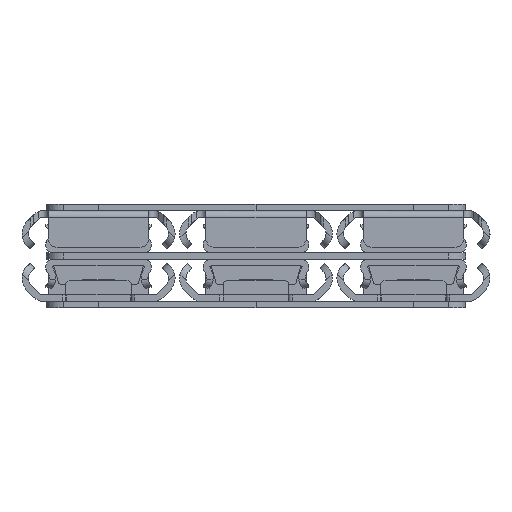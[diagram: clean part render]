
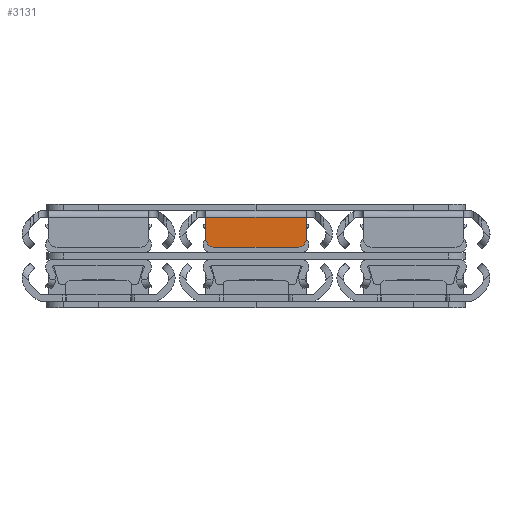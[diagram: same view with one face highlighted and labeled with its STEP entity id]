
A CAD part, left-side view. The second image highlights one B-rep face of the part: STEP entity #3131.
In plain terms, the highlighted face is planar.
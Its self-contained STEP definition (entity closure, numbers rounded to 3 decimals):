
#358 = ORIENTED_EDGE ( 'NONE', *, *, #2992, .T. ) ;
#369 = VERTEX_POINT ( 'NONE', #1798 ) ;
#398 = CARTESIAN_POINT ( 'NONE',  ( 1.5, 12.665, -355.6 ) ) ;
#644 = VECTOR ( 'NONE', #2247, 1000. ) ;
#805 = AXIS2_PLACEMENT_3D ( 'NONE', #7417, #6837, #3295 ) ;
#993 = CARTESIAN_POINT ( 'NONE',  ( 4.9, 11.5, -355.6 ) ) ;
#1052 = DIRECTION ( 'NONE',  ( 1., 0., 0. ) ) ;
#1218 = ORIENTED_EDGE ( 'NONE', *, *, #7277, .F. ) ;
#1505 = CARTESIAN_POINT ( 'NONE',  ( -2.5, -11.5, -355.6 ) ) ;
#1536 = AXIS2_PLACEMENT_3D ( 'NONE', #5755, #3406, #4517 ) ;
#1546 = CIRCLE ( 'NONE', #805, 2. ) ;
#1553 = CARTESIAN_POINT ( 'NONE',  ( 6.9, 0., -355.6 ) ) ;
#1798 = CARTESIAN_POINT ( 'NONE',  ( 0., 11.5, -355.6 ) ) ;
#1985 = LINE ( 'NONE', #2758, #5986 ) ;
#2247 = DIRECTION ( 'NONE',  ( 0., 1., 0. ) ) ;
#2393 = LINE ( 'NONE', #1505, #3148 ) ;
#2564 = VERTEX_POINT ( 'NONE', #4650 ) ;
#2710 = DIRECTION ( 'NONE',  ( -1., 0., 0. ) ) ;
#2758 = CARTESIAN_POINT ( 'NONE',  ( -2.5, 11.5, -355.6 ) ) ;
#2786 = DIRECTION ( 'NONE',  ( 0., 0., 1. ) ) ;
#2859 = ORIENTED_EDGE ( 'NONE', *, *, #3045, .F. ) ;
#2992 = EDGE_CURVE ( 'NONE', #3652, #2564, #2393, .T. ) ;
#3045 = EDGE_CURVE ( 'NONE', #3652, #7331, #1546, .T. ) ;
#3131 = ADVANCED_FACE ( 'NONE', ( #6180 ), #4601, .F. ) ;
#3148 = VECTOR ( 'NONE', #2710, 1000. ) ;
#3295 = DIRECTION ( 'NONE',  ( 1., 0., 0. ) ) ;
#3406 = DIRECTION ( 'NONE',  ( 0., 0., 1. ) ) ;
#3423 = VECTOR ( 'NONE', #3927, 1000. ) ;
#3636 = LINE ( 'NONE', #1553, #644 ) ;
#3652 = VERTEX_POINT ( 'NONE', #6647 ) ;
#3732 = ORIENTED_EDGE ( 'NONE', *, *, #4774, .F. ) ;
#3927 = DIRECTION ( 'NONE',  ( 0., -1., 0. ) ) ;
#4023 = VERTEX_POINT ( 'NONE', #993 ) ;
#4389 = VERTEX_POINT ( 'NONE', #4423 ) ;
#4423 = CARTESIAN_POINT ( 'NONE',  ( 6.9, 9.5, -355.6 ) ) ;
#4517 = DIRECTION ( 'NONE',  ( -1., 0., 0. ) ) ;
#4541 = CARTESIAN_POINT ( 'NONE',  ( 0., 0., -355.6 ) ) ;
#4580 = EDGE_LOOP ( 'NONE', ( #3732, #6012, #5654, #1218, #2859, #358 ) ) ;
#4601 = PLANE ( 'NONE',  #6524 ) ;
#4650 = CARTESIAN_POINT ( 'NONE',  ( 0., -11.5, -355.6 ) ) ;
#4774 = EDGE_CURVE ( 'NONE', #369, #2564, #6550, .T. ) ;
#5654 = ORIENTED_EDGE ( 'NONE', *, *, #6498, .F. ) ;
#5755 = CARTESIAN_POINT ( 'NONE',  ( 4.9, 9.5, -355.6 ) ) ;
#5895 = CIRCLE ( 'NONE', #1536, 2. ) ;
#5986 = VECTOR ( 'NONE', #7469, 1000. ) ;
#6012 = ORIENTED_EDGE ( 'NONE', *, *, #7254, .T. ) ;
#6180 = FACE_OUTER_BOUND ( 'NONE', #4580, .T. ) ;
#6498 = EDGE_CURVE ( 'NONE', #4389, #4023, #5895, .T. ) ;
#6524 = AXIS2_PLACEMENT_3D ( 'NONE', #398, #2786, #1052 ) ;
#6550 = LINE ( 'NONE', #4541, #3423 ) ;
#6647 = CARTESIAN_POINT ( 'NONE',  ( 4.9, -11.5, -355.6 ) ) ;
#6837 = DIRECTION ( 'NONE',  ( 0., 0., 1. ) ) ;
#6947 = CARTESIAN_POINT ( 'NONE',  ( 6.9, -9.5, -355.6 ) ) ;
#7254 = EDGE_CURVE ( 'NONE', #369, #4023, #1985, .T. ) ;
#7277 = EDGE_CURVE ( 'NONE', #7331, #4389, #3636, .T. ) ;
#7331 = VERTEX_POINT ( 'NONE', #6947 ) ;
#7417 = CARTESIAN_POINT ( 'NONE',  ( 4.9, -9.5, -355.6 ) ) ;
#7469 = DIRECTION ( 'NONE',  ( 1., 0., 0. ) ) ;
